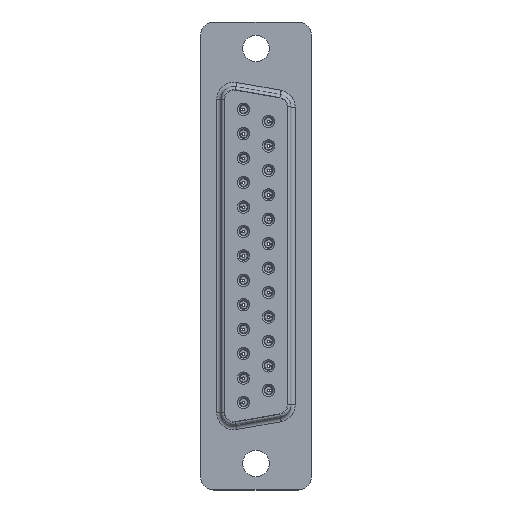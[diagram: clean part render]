
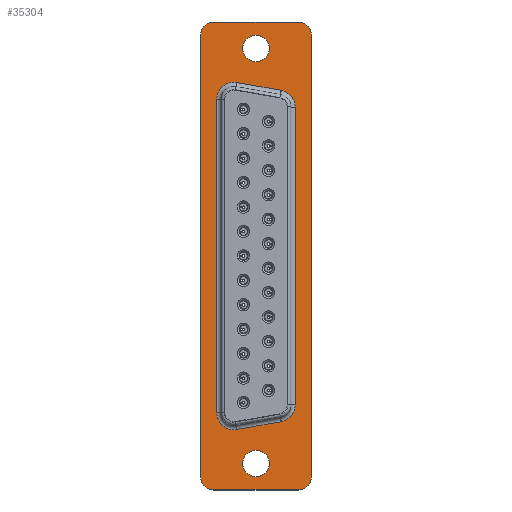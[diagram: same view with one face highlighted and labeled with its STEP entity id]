
A CAD part, top view. The second image highlights one B-rep face of the part: STEP entity #35304.
In plain terms, the highlighted face is planar.
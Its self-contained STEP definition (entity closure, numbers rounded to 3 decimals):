
#1167=CIRCLE('',#39448,1.5);
#1169=CIRCLE('',#39451,1.5);
#1205=CIRCLE('',#39505,1.93);
#1209=CIRCLE('',#39510,1.93);
#1213=CIRCLE('',#39517,1.93);
#1217=CIRCLE('',#39522,1.93);
#1219=CIRCLE('',#39543,1.5);
#1221=CIRCLE('',#39547,1.5);
#1223=CIRCLE('',#39551,1.5);
#1225=CIRCLE('',#39555,1.5);
#13253=ORIENTED_EDGE('',*,*,#19148,.T.);
#13254=ORIENTED_EDGE('',*,*,#19262,.F.);
#13255=ORIENTED_EDGE('',*,*,#19241,.F.);
#13256=ORIENTED_EDGE('',*,*,#19245,.F.);
#13257=ORIENTED_EDGE('',*,*,#19248,.F.);
#13258=ORIENTED_EDGE('',*,*,#19251,.F.);
#13259=ORIENTED_EDGE('',*,*,#19254,.F.);
#13260=ORIENTED_EDGE('',*,*,#19257,.F.);
#13261=ORIENTED_EDGE('',*,*,#19260,.F.);
#13262=ORIENTED_EDGE('',*,*,#19208,.T.);
#13263=ORIENTED_EDGE('',*,*,#19202,.T.);
#13264=ORIENTED_EDGE('',*,*,#19204,.T.);
#13265=ORIENTED_EDGE('',*,*,#19210,.T.);
#13266=ORIENTED_EDGE('',*,*,#19216,.T.);
#13267=ORIENTED_EDGE('',*,*,#19222,.T.);
#13268=ORIENTED_EDGE('',*,*,#19220,.T.);
#13269=ORIENTED_EDGE('',*,*,#19214,.T.);
#13270=ORIENTED_EDGE('',*,*,#19150,.T.);
#19148=EDGE_CURVE('',#22885,#22885,#1167,.T.);
#19150=EDGE_CURVE('',#22887,#22887,#1169,.T.);
#19202=EDGE_CURVE('',#22920,#22923,#25319,.T.);
#19204=EDGE_CURVE('',#22923,#22925,#1205,.T.);
#19208=EDGE_CURVE('',#22926,#22920,#1209,.T.);
#19210=EDGE_CURVE('',#22925,#22929,#25320,.T.);
#19214=EDGE_CURVE('',#22930,#22926,#25323,.T.);
#19216=EDGE_CURVE('',#22929,#22933,#1213,.T.);
#19220=EDGE_CURVE('',#22934,#22930,#1217,.T.);
#19222=EDGE_CURVE('',#22933,#22934,#25325,.T.);
#19241=EDGE_CURVE('',#22938,#22939,#25344,.T.);
#19245=EDGE_CURVE('',#22941,#22938,#1219,.T.);
#19248=EDGE_CURVE('',#22943,#22941,#25349,.T.);
#19251=EDGE_CURVE('',#22945,#22943,#1221,.T.);
#19254=EDGE_CURVE('',#22947,#22945,#25353,.T.);
#19257=EDGE_CURVE('',#22949,#22947,#1223,.T.);
#19260=EDGE_CURVE('',#22951,#22949,#25357,.T.);
#19262=EDGE_CURVE('',#22939,#22951,#1225,.T.);
#22885=VERTEX_POINT('',#71159);
#22887=VERTEX_POINT('',#71164);
#22920=VERTEX_POINT('',#71263);
#22923=VERTEX_POINT('',#71268);
#22925=VERTEX_POINT('',#71273);
#22926=VERTEX_POINT('',#71278);
#22929=VERTEX_POINT('',#71285);
#22930=VERTEX_POINT('',#71290);
#22933=VERTEX_POINT('',#71297);
#22934=VERTEX_POINT('',#71302);
#22938=VERTEX_POINT('',#71346);
#22939=VERTEX_POINT('',#71348);
#22941=VERTEX_POINT('',#71354);
#22943=VERTEX_POINT('',#71360);
#22945=VERTEX_POINT('',#71366);
#22947=VERTEX_POINT('',#71372);
#22949=VERTEX_POINT('',#71378);
#22951=VERTEX_POINT('',#71384);
#25319=LINE('',#71269,#27567);
#25320=LINE('',#71286,#27568);
#25323=LINE('',#71293,#27571);
#25325=LINE('',#71308,#27573);
#25344=LINE('',#71347,#27592);
#25349=LINE('',#71361,#27597);
#25353=LINE('',#71373,#27601);
#25357=LINE('',#71385,#27605);
#27567=VECTOR('',#49312,1000.);
#27568=VECTOR('',#49333,1000.);
#27571=VECTOR('',#49340,1000.);
#27573=VECTOR('',#49360,1000.);
#27592=VECTOR('',#49413,1000.);
#27597=VECTOR('',#49426,1000.);
#27601=VECTOR('',#49438,1000.);
#27605=VECTOR('',#49450,1000.);
#29639=EDGE_LOOP('',(#13253));
#29640=EDGE_LOOP('',(#13254,#13255,#13256,#13257,#13258,#13259,#13260,#13261));
#29641=EDGE_LOOP('',(#13262,#13263,#13264,#13265,#13266,#13267,#13268,#13269));
#29642=EDGE_LOOP('',(#13270));
#31910=FACE_BOUND('',#29639,.T.);
#31911=FACE_BOUND('',#29640,.T.);
#31912=FACE_BOUND('',#29641,.T.);
#31913=FACE_BOUND('',#29642,.T.);
#33462=PLANE('',#39557);
#35304=ADVANCED_FACE('',(#31910,#31911,#31912,#31913),#33462,.F.);
#39448=AXIS2_PLACEMENT_3D('',#71158,#49185,#49186);
#39451=AXIS2_PLACEMENT_3D('',#71163,#49191,#49192);
#39505=AXIS2_PLACEMENT_3D('',#71274,#49317,#49318);
#39510=AXIS2_PLACEMENT_3D('',#71281,#49327,#49328);
#39517=AXIS2_PLACEMENT_3D('',#71298,#49345,#49346);
#39522=AXIS2_PLACEMENT_3D('',#71305,#49355,#49356);
#39543=AXIS2_PLACEMENT_3D('',#71355,#49420,#49421);
#39547=AXIS2_PLACEMENT_3D('',#71367,#49432,#49433);
#39551=AXIS2_PLACEMENT_3D('',#71379,#49444,#49445);
#39555=AXIS2_PLACEMENT_3D('',#71388,#49455,#49456);
#39557=AXIS2_PLACEMENT_3D('',#71390,#49459,#49460);
#49185=DIRECTION('',(0.,-1.,0.));
#49186=DIRECTION('',(0.,0.,1.));
#49191=DIRECTION('',(0.,-1.,0.));
#49192=DIRECTION('',(0.,0.,1.));
#49312=DIRECTION('',(1.,0.,0.));
#49317=DIRECTION('',(0.,-1.,0.));
#49318=DIRECTION('',(0.,0.,1.));
#49327=DIRECTION('',(0.,-1.,0.));
#49328=DIRECTION('',(0.,0.,1.));
#49333=DIRECTION('',(0.174,0.,0.985));
#49340=DIRECTION('',(0.174,0.,-0.985));
#49345=DIRECTION('',(0.,-1.,0.));
#49346=DIRECTION('',(0.,0.,1.));
#49355=DIRECTION('',(0.,-1.,0.));
#49356=DIRECTION('',(0.,0.,1.));
#49360=DIRECTION('',(-1.,0.,0.));
#49413=DIRECTION('',(0.,0.,1.));
#49420=DIRECTION('',(0.,-1.,0.));
#49421=DIRECTION('',(-1.,0.,0.));
#49426=DIRECTION('',(1.,0.,0.));
#49432=DIRECTION('',(0.,-1.,0.));
#49433=DIRECTION('',(-1.,0.,0.));
#49438=DIRECTION('',(0.,0.,-1.));
#49444=DIRECTION('',(0.,-1.,0.));
#49445=DIRECTION('',(1.,0.,0.));
#49450=DIRECTION('',(-1.,0.,0.));
#49455=DIRECTION('',(0.,-1.,0.));
#49456=DIRECTION('',(-1.,0.,0.));
#49459=DIRECTION('',(0.,-1.,0.));
#49460=DIRECTION('',(0.,0.,1.));
#71158=CARTESIAN_POINT('',(23.52,0.35,0.));
#71159=CARTESIAN_POINT('',(23.52,0.35,1.5));
#71163=CARTESIAN_POINT('',(-23.52,0.35,0.));
#71164=CARTESIAN_POINT('',(-23.52,0.35,1.5));
#71263=CARTESIAN_POINT('',(-16.881,0.35,-4.45));
#71268=CARTESIAN_POINT('',(16.881,0.35,-4.45));
#71269=CARTESIAN_POINT('',(25.025,0.35,-4.45));
#71273=CARTESIAN_POINT('',(18.782,0.35,-2.855));
#71274=CARTESIAN_POINT('',(16.881,0.35,-2.52));
#71278=CARTESIAN_POINT('',(-18.782,0.35,-2.855));
#71281=CARTESIAN_POINT('',(-16.881,0.35,-2.52));
#71285=CARTESIAN_POINT('',(19.671,0.35,2.185));
#71286=CARTESIAN_POINT('',(20.275,0.35,5.613));
#71290=CARTESIAN_POINT('',(-19.671,0.35,2.185));
#71293=CARTESIAN_POINT('',(-18.766,0.35,-2.947));
#71297=CARTESIAN_POINT('',(17.77,0.35,4.45));
#71298=CARTESIAN_POINT('',(17.77,0.35,2.52));
#71302=CARTESIAN_POINT('',(-17.77,0.35,4.45));
#71305=CARTESIAN_POINT('',(-17.77,0.35,2.52));
#71308=CARTESIAN_POINT('',(25.025,0.35,4.45));
#71346=CARTESIAN_POINT('',(26.525,0.35,-4.775));
#71347=CARTESIAN_POINT('',(26.525,0.35,-4.775));
#71348=CARTESIAN_POINT('',(26.525,0.35,4.775));
#71354=CARTESIAN_POINT('',(25.025,0.35,-6.275));
#71355=CARTESIAN_POINT('',(25.025,0.35,-4.775));
#71360=CARTESIAN_POINT('',(-25.025,0.35,-6.275));
#71361=CARTESIAN_POINT('',(-25.025,0.35,-6.275));
#71366=CARTESIAN_POINT('',(-26.525,0.35,-4.775));
#71367=CARTESIAN_POINT('',(-25.025,0.35,-4.775));
#71372=CARTESIAN_POINT('',(-26.525,0.35,4.775));
#71373=CARTESIAN_POINT('',(-26.525,0.35,4.775));
#71378=CARTESIAN_POINT('',(-25.025,0.35,6.275));
#71379=CARTESIAN_POINT('',(-25.025,0.35,4.775));
#71384=CARTESIAN_POINT('',(25.025,0.35,6.275));
#71385=CARTESIAN_POINT('',(25.025,0.35,6.275));
#71388=CARTESIAN_POINT('',(25.025,0.35,4.775));
#71390=CARTESIAN_POINT('',(25.025,0.35,4.775));
